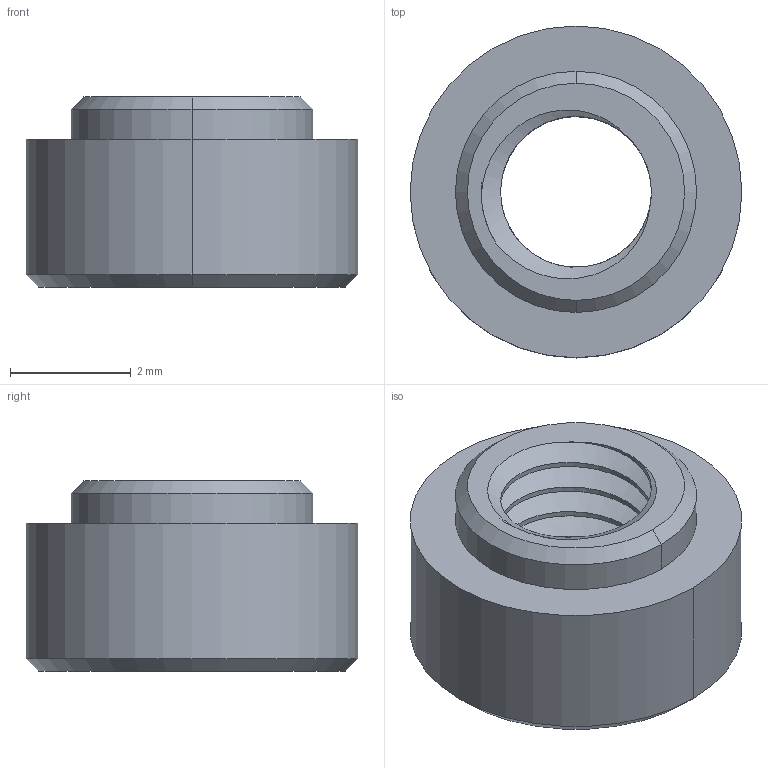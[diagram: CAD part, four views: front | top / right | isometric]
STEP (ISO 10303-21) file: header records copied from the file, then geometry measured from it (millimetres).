
FILE_DESCRIPTION(('FreeCAD Model'),'2;1');
FILE_NAME('Open CASCADE Shape Model','2025-03-22T10:36:22',(''),(''), 'Open CASCADE STEP processor 7.7','FreeCAD','Unknown');
FILE_SCHEMA(('AUTOMOTIVE_DESIGN { 1 0 10303 214 1 1 1 1 }'));
Length unit declared in the file: millimetre
Products named in the file (1): 123A-NUT-42
Bounding box: 5.5 x 5.5 x 3.15 mm (x, y, z)
Volume: 46.9 mm3; surface area: 130.6 mm2
Topology: 1 solids, 1 shells, 33 faces, 82 edges, 52 vertices
Faces by surface type: cylinder 16, bspline 9, cone 5, plane 3
Entity records: 3249 total; most frequent: CARTESIAN_POINT 2532, ORIENTED_EDGE 164, DIRECTION 107, EDGE_CURVE 82, VERTEX_POINT 52, AXIS2_PLACEMENT_3D 41, B_SPLINE_CURVE_WITH_KNOTS 41, FACE_BOUND 36
